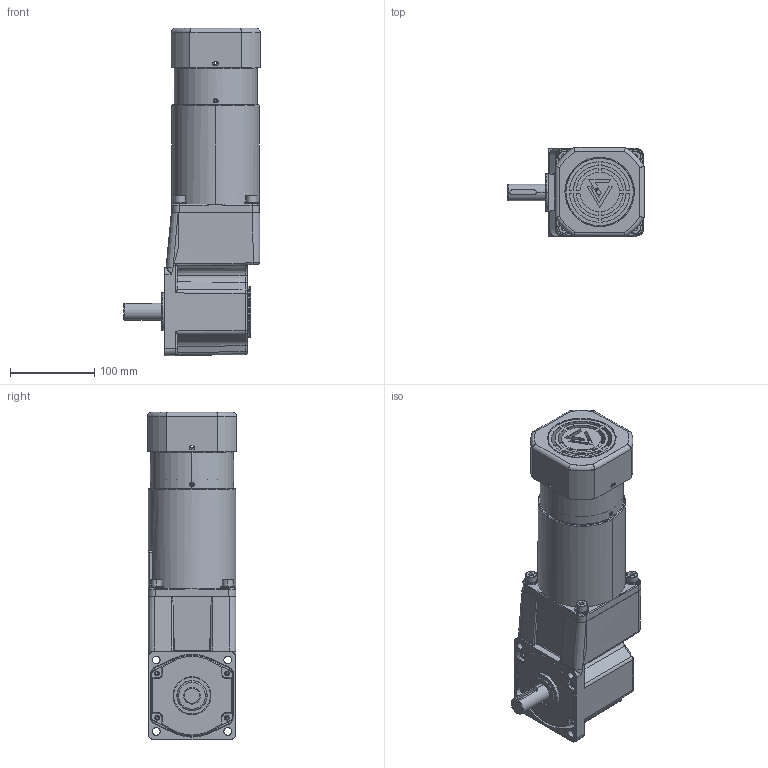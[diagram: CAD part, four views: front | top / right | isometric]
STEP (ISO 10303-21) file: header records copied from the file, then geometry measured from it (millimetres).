
FILE_DESCRIPTION((''),'2;1');
FILE_NAME('6RK180GU-CFM_6GU-RT_ASM','2023-06-16T',('Administrator'),(''),'PRO/ENGINEER BY PARAMETRIC TECHNOLOGY CORPORATION, 2015240','PRO/ENGINEER BY PARAMETRIC TECHNOLOGY CORPORATION, 2015240','');
FILE_SCHEMA(('CONFIG_CONTROL_DESIGN'));
Products named in the file (18): PLAIN_WASHER_NORMAL_GRADE_C_ISO; 100____-44631; SOCKET_HEAD_CAP_SCREW_ISO_ISO_4; 100____-50493; 100____-27025; DEEP_GROOVE_BALL_BEARINGS-61190; 100__________; 100______-PL583; 100-3-2; DEEP_GROOVE_BALL_BEARINGS-80681; 100__K0570G10; 100__K0569G10___; 100__________20_4_6; 100-RT; 100-RT_ASM; 100___________-______STEP; 100____H47______LOGO; 6RK180GU-CFM_6GU-RT_ASM
Assembly tree (24 placements, depth 3):
  6RK180GU-CFM_6GU-RT_ASM
    PLAIN_WASHER_NORMAL_GRADE_C_ISO  x4
    100____-44631
    SOCKET_HEAD_CAP_SCREW_ISO_ISO_4  x4
    100____-50493
    100____-27025
    100-RT_ASM
      DEEP_GROOVE_BALL_BEARINGS-61190
      100__________
      100______-PL583
      100-3-2
      DEEP_GROOVE_BALL_BEARINGS-80681  x2
      100__K0570G10
      100__K0569G10___
      100__________20_4_6
      100-RT
    100___________-______STEP
    100____H47______LOGO
Bounding box: 161.8 x 105.6 x 388.75 mm (x, y, z)
Volume: 796000.8 mm3; surface area: 515150.7 mm2
Topology: 22 solids, 25 shells, 2151 faces, 6221 edges, 3781 vertices
Faces by surface type: cylinder 592, plane 425, torus 405, sphere 258, cone 248, bspline 193, revolution 16, extrusion 14
Entity records: 73748 total; most frequent: CARTESIAN_POINT 27359, ORIENTED_EDGE 10031, DIRECTION 9367, EDGE_CURVE 5024, AXIS2_PLACEMENT_3D 3966, VERTEX_POINT 3203, CIRCLE 2259, EDGE_LOOP 2115
